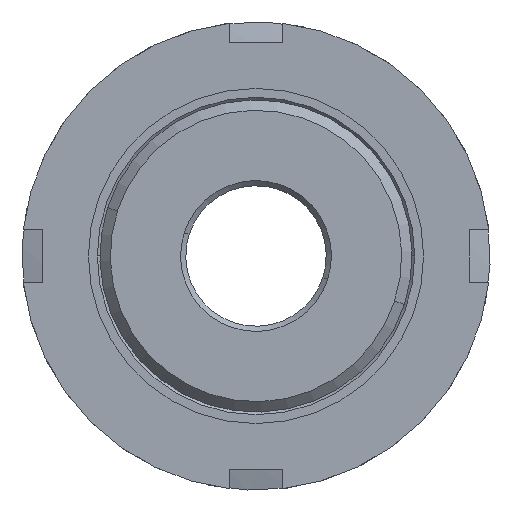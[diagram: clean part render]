
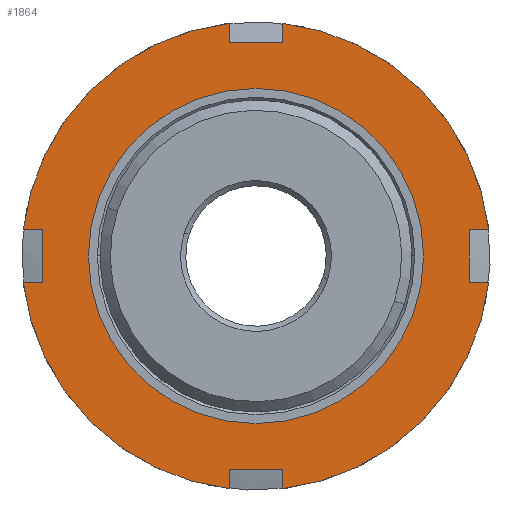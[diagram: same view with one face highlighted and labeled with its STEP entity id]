
A CAD part, front view. The second image highlights one B-rep face of the part: STEP entity #1864.
In plain terms, the highlighted planar face has unit normal (0, -1, 0).
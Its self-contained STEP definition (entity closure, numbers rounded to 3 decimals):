
#43 = CARTESIAN_POINT ( 'NONE',  ( 16.1, -11.968, 0. ) ) ;
#58 = ORIENTED_EDGE ( 'NONE', *, *, #2655, .T. ) ;
#76 = LINE ( 'NONE', #1794, #1515 ) ;
#87 = VERTEX_POINT ( 'NONE', #1445 ) ;
#101 = CARTESIAN_POINT ( 'NONE',  ( 2.5, -11.968, -22.361 ) ) ;
#104 = CARTESIAN_POINT ( 'NONE',  ( 22.361, -11.968, -2.5 ) ) ;
#111 = DIRECTION ( 'NONE',  ( -1., 0., 0. ) ) ;
#122 = ORIENTED_EDGE ( 'NONE', *, *, #1569, .F. ) ;
#131 = DIRECTION ( 'NONE',  ( -1., 0., 0. ) ) ;
#145 = VECTOR ( 'NONE', #937, 1000. ) ;
#158 = DIRECTION ( 'NONE',  ( -1., 0., 0. ) ) ;
#192 = ORIENTED_EDGE ( 'NONE', *, *, #1134, .F. ) ;
#195 = DIRECTION ( 'NONE',  ( 1., 0., 0. ) ) ;
#199 = DIRECTION ( 'NONE',  ( 1., 0., 0. ) ) ;
#214 = DIRECTION ( 'NONE',  ( -1., 0., 0. ) ) ;
#215 = LINE ( 'NONE', #2626, #145 ) ;
#236 = ORIENTED_EDGE ( 'NONE', *, *, #2387, .F. ) ;
#264 = LINE ( 'NONE', #1495, #1279 ) ;
#280 = CARTESIAN_POINT ( 'NONE',  ( 2.5, -11.968, 20.5 ) ) ;
#308 = ORIENTED_EDGE ( 'NONE', *, *, #1441, .F. ) ;
#325 = CARTESIAN_POINT ( 'NONE',  ( 20.5, -11.968, 0. ) ) ;
#334 = CARTESIAN_POINT ( 'NONE',  ( 0., -11.968, 0. ) ) ;
#345 = VECTOR ( 'NONE', #131, 1000. ) ;
#347 = CARTESIAN_POINT ( 'NONE',  ( -22.361, -11.968, -2.5 ) ) ;
#378 = VERTEX_POINT ( 'NONE', #2430 ) ;
#394 = CIRCLE ( 'NONE', #1716, 22.5 ) ;
#401 = FACE_BOUND ( 'NONE', #2309, .T. ) ;
#412 = ORIENTED_EDGE ( 'NONE', *, *, #452, .T. ) ;
#421 = EDGE_CURVE ( 'NONE', #609, #378, #1921, .T. ) ;
#426 = LINE ( 'NONE', #2150, #1163 ) ;
#431 = VECTOR ( 'NONE', #1753, 1000. ) ;
#447 = VERTEX_POINT ( 'NONE', #1144 ) ;
#452 = EDGE_CURVE ( 'NONE', #1442, #1718, #1756, .T. ) ;
#497 = LINE ( 'NONE', #1415, #345 ) ;
#520 = EDGE_CURVE ( 'NONE', #960, #784, #497, .T. ) ;
#525 = CIRCLE ( 'NONE', #2576, 22.5 ) ;
#558 = CIRCLE ( 'NONE', #1288, 16.1 ) ;
#584 = DIRECTION ( 'NONE',  ( -1., 0., 0. ) ) ;
#596 = DIRECTION ( 'NONE',  ( 0., 1., 0. ) ) ;
#605 = AXIS2_PLACEMENT_3D ( 'NONE', #334, #1421, #158 ) ;
#609 = VERTEX_POINT ( 'NONE', #1198 ) ;
#634 = LINE ( 'NONE', #2712, #2042 ) ;
#683 = DIRECTION ( 'NONE',  ( 0., 0., -1. ) ) ;
#696 = CARTESIAN_POINT ( 'NONE',  ( 0., -11.968, 0. ) ) ;
#724 = CARTESIAN_POINT ( 'NONE',  ( 16.1, -11.968, 0. ) ) ;
#735 = CARTESIAN_POINT ( 'NONE',  ( 2.5, -11.968, 22.361 ) ) ;
#744 = DIRECTION ( 'NONE',  ( 0., 0., -1. ) ) ;
#746 = EDGE_LOOP ( 'NONE', ( #2648, #1955, #1687, #1974, #58, #122, #2193, #1249, #988, #2111, #236, #1781, #823, #192, #308, #1295 ) ) ;
#772 = VERTEX_POINT ( 'NONE', #280 ) ;
#784 = VERTEX_POINT ( 'NONE', #1160 ) ;
#823 = ORIENTED_EDGE ( 'NONE', *, *, #2672, .T. ) ;
#826 = EDGE_CURVE ( 'NONE', #784, #87, #1021, .T. ) ;
#829 = CIRCLE ( 'NONE', #605, 22.5 ) ;
#861 = CARTESIAN_POINT ( 'NONE',  ( 22.361, -11.968, 2.5 ) ) ;
#902 = VERTEX_POINT ( 'NONE', #1897 ) ;
#937 = DIRECTION ( 'NONE',  ( 1., 0., 0. ) ) ;
#960 = VERTEX_POINT ( 'NONE', #861 ) ;
#988 = ORIENTED_EDGE ( 'NONE', *, *, #1175, .T. ) ;
#1021 = LINE ( 'NONE', #325, #1682 ) ;
#1083 = EDGE_CURVE ( 'NONE', #1534, #960, #2638, .T. ) ;
#1111 = DIRECTION ( 'NONE',  ( 0., 1., 0. ) ) ;
#1117 = DIRECTION ( 'NONE',  ( 0., 1., 0. ) ) ;
#1120 = VERTEX_POINT ( 'NONE', #1392 ) ;
#1123 = DIRECTION ( 'NONE',  ( -1., 0., 0. ) ) ;
#1134 = EDGE_CURVE ( 'NONE', #1285, #1120, #76, .T. ) ;
#1144 = CARTESIAN_POINT ( 'NONE',  ( -22.361, -11.968, 2.5 ) ) ;
#1149 = VERTEX_POINT ( 'NONE', #101 ) ;
#1160 = CARTESIAN_POINT ( 'NONE',  ( 20.5, -11.968, 2.5 ) ) ;
#1161 = CARTESIAN_POINT ( 'NONE',  ( 0., -11.968, 0. ) ) ;
#1163 = VECTOR ( 'NONE', #683, 1000. ) ;
#1165 = DIRECTION ( 'NONE',  ( 0., 1., 0. ) ) ;
#1175 = EDGE_CURVE ( 'NONE', #447, #2619, #215, .T. ) ;
#1189 = VERTEX_POINT ( 'NONE', #347 ) ;
#1198 = CARTESIAN_POINT ( 'NONE',  ( -2.5, -11.968, 22.361 ) ) ;
#1249 = ORIENTED_EDGE ( 'NONE', *, *, #2369, .F. ) ;
#1264 = CARTESIAN_POINT ( 'NONE',  ( -2.5, -11.968, -22.361 ) ) ;
#1269 = DIRECTION ( 'NONE',  ( 0., 1., 0. ) ) ;
#1279 = VECTOR ( 'NONE', #214, 1000. ) ;
#1281 = CARTESIAN_POINT ( 'NONE',  ( 0., -11.968, 0. ) ) ;
#1284 = EDGE_CURVE ( 'NONE', #902, #2619, #1320, .T. ) ;
#1285 = VERTEX_POINT ( 'NONE', #2495 ) ;
#1288 = AXIS2_PLACEMENT_3D ( 'NONE', #1281, #596, #1923 ) ;
#1295 = ORIENTED_EDGE ( 'NONE', *, *, #1300, .F. ) ;
#1300 = EDGE_CURVE ( 'NONE', #1896, #1149, #829, .T. ) ;
#1320 = LINE ( 'NONE', #2068, #2115 ) ;
#1323 = AXIS2_PLACEMENT_3D ( 'NONE', #696, #1117, #2245 ) ;
#1325 = CARTESIAN_POINT ( 'NONE',  ( 0., -11.968, 0. ) ) ;
#1364 = CARTESIAN_POINT ( 'NONE',  ( -16.1, -11.968, 0. ) ) ;
#1392 = CARTESIAN_POINT ( 'NONE',  ( -2.5, -11.968, -20.5 ) ) ;
#1396 = DIRECTION ( 'NONE',  ( -1., 0., 0. ) ) ;
#1405 = PLANE ( 'NONE',  #2156 ) ;
#1415 = CARTESIAN_POINT ( 'NONE',  ( 0., -11.968, 2.5 ) ) ;
#1421 = DIRECTION ( 'NONE',  ( 0., 1., 0. ) ) ;
#1441 = EDGE_CURVE ( 'NONE', #1149, #1285, #1580, .T. ) ;
#1442 = VERTEX_POINT ( 'NONE', #43 ) ;
#1445 = CARTESIAN_POINT ( 'NONE',  ( 20.5, -11.968, -2.5 ) ) ;
#1447 = LINE ( 'NONE', #2179, #2067 ) ;
#1495 = CARTESIAN_POINT ( 'NONE',  ( 0., -11.968, -2.5 ) ) ;
#1515 = VECTOR ( 'NONE', #1123, 1000. ) ;
#1534 = VERTEX_POINT ( 'NONE', #735 ) ;
#1569 = EDGE_CURVE ( 'NONE', #378, #772, #634, .T. ) ;
#1580 = LINE ( 'NONE', #2168, #431 ) ;
#1682 = VECTOR ( 'NONE', #1860, 1000. ) ;
#1687 = ORIENTED_EDGE ( 'NONE', *, *, #520, .F. ) ;
#1716 = AXIS2_PLACEMENT_3D ( 'NONE', #2334, #1269, #584 ) ;
#1718 = VERTEX_POINT ( 'NONE', #1364 ) ;
#1737 = EDGE_CURVE ( 'NONE', #2015, #1189, #525, .T. ) ;
#1753 = DIRECTION ( 'NONE',  ( 0., 0., 1. ) ) ;
#1756 = CIRCLE ( 'NONE', #2540, 16.1 ) ;
#1781 = ORIENTED_EDGE ( 'NONE', *, *, #1737, .F. ) ;
#1787 = FACE_OUTER_BOUND ( 'NONE', #746, .T. ) ;
#1794 = CARTESIAN_POINT ( 'NONE',  ( 0., -11.968, -20.5 ) ) ;
#1826 = CARTESIAN_POINT ( 'NONE',  ( -2.5, -11.968, 0. ) ) ;
#1860 = DIRECTION ( 'NONE',  ( 0., 0., -1. ) ) ;
#1864 = ADVANCED_FACE ( 'NONE', ( #401, #1787 ), #1405, .F. ) ;
#1896 = VERTEX_POINT ( 'NONE', #104 ) ;
#1897 = CARTESIAN_POINT ( 'NONE',  ( -20.5, -11.968, -2.5 ) ) ;
#1921 = LINE ( 'NONE', #1826, #1982 ) ;
#1923 = DIRECTION ( 'NONE',  ( -1., 0., 0. ) ) ;
#1955 = ORIENTED_EDGE ( 'NONE', *, *, #826, .F. ) ;
#1971 = LINE ( 'NONE', #2526, #2409 ) ;
#1974 = ORIENTED_EDGE ( 'NONE', *, *, #1083, .F. ) ;
#1977 = DIRECTION ( 'NONE',  ( -1., 0., 0. ) ) ;
#1982 = VECTOR ( 'NONE', #744, 1000. ) ;
#2015 = VERTEX_POINT ( 'NONE', #1264 ) ;
#2026 = DIRECTION ( 'NONE',  ( 0., 1., 0. ) ) ;
#2042 = VECTOR ( 'NONE', #199, 1000. ) ;
#2067 = VECTOR ( 'NONE', #2600, 1000. ) ;
#2068 = CARTESIAN_POINT ( 'NONE',  ( -20.5, -11.968, 0. ) ) ;
#2071 = EDGE_CURVE ( 'NONE', #1718, #1442, #558, .T. ) ;
#2111 = ORIENTED_EDGE ( 'NONE', *, *, #1284, .F. ) ;
#2115 = VECTOR ( 'NONE', #2489, 1000. ) ;
#2150 = CARTESIAN_POINT ( 'NONE',  ( 2.5, -11.968, 0. ) ) ;
#2156 = AXIS2_PLACEMENT_3D ( 'NONE', #724, #1165, #111 ) ;
#2168 = CARTESIAN_POINT ( 'NONE',  ( 2.5, -11.968, 0. ) ) ;
#2179 = CARTESIAN_POINT ( 'NONE',  ( -2.5, -11.968, 0. ) ) ;
#2193 = ORIENTED_EDGE ( 'NONE', *, *, #421, .F. ) ;
#2245 = DIRECTION ( 'NONE',  ( -1., 0., 0. ) ) ;
#2309 = EDGE_LOOP ( 'NONE', ( #2401, #412 ) ) ;
#2334 = CARTESIAN_POINT ( 'NONE',  ( 0., -11.968, 0. ) ) ;
#2369 = EDGE_CURVE ( 'NONE', #447, #609, #394, .T. ) ;
#2387 = EDGE_CURVE ( 'NONE', #1189, #902, #1971, .T. ) ;
#2401 = ORIENTED_EDGE ( 'NONE', *, *, #2071, .T. ) ;
#2409 = VECTOR ( 'NONE', #195, 1000. ) ;
#2418 = EDGE_CURVE ( 'NONE', #1896, #87, #264, .T. ) ;
#2430 = CARTESIAN_POINT ( 'NONE',  ( -2.5, -11.968, 20.5 ) ) ;
#2489 = DIRECTION ( 'NONE',  ( 0., 0., 1. ) ) ;
#2495 = CARTESIAN_POINT ( 'NONE',  ( 2.5, -11.968, -20.5 ) ) ;
#2526 = CARTESIAN_POINT ( 'NONE',  ( 0., -11.968, -2.5 ) ) ;
#2532 = CARTESIAN_POINT ( 'NONE',  ( -20.5, -11.968, 2.5 ) ) ;
#2540 = AXIS2_PLACEMENT_3D ( 'NONE', #1161, #2026, #1396 ) ;
#2576 = AXIS2_PLACEMENT_3D ( 'NONE', #1325, #1111, #1977 ) ;
#2600 = DIRECTION ( 'NONE',  ( 0., 0., 1. ) ) ;
#2619 = VERTEX_POINT ( 'NONE', #2532 ) ;
#2626 = CARTESIAN_POINT ( 'NONE',  ( 0., -11.968, 2.5 ) ) ;
#2638 = CIRCLE ( 'NONE', #1323, 22.5 ) ;
#2648 = ORIENTED_EDGE ( 'NONE', *, *, #2418, .T. ) ;
#2655 = EDGE_CURVE ( 'NONE', #1534, #772, #426, .T. ) ;
#2672 = EDGE_CURVE ( 'NONE', #2015, #1120, #1447, .T. ) ;
#2712 = CARTESIAN_POINT ( 'NONE',  ( 0., -11.968, 20.5 ) ) ;
